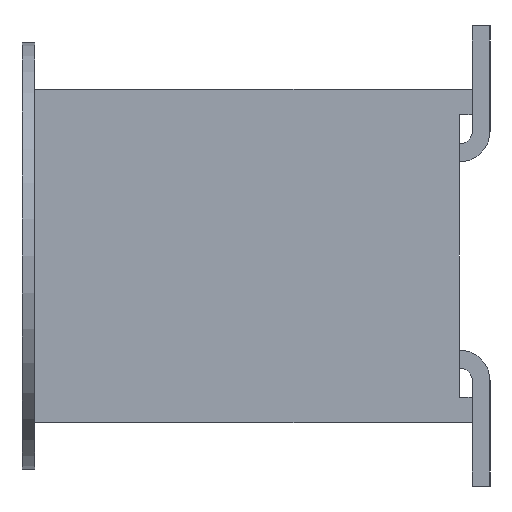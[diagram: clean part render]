
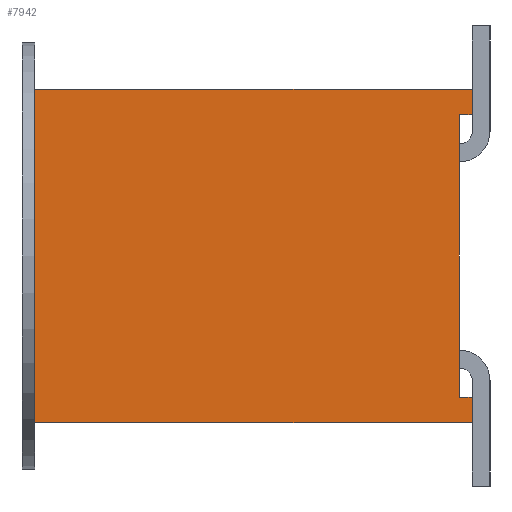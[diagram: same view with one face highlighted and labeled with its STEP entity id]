
A CAD part, left-side view. The second image highlights one B-rep face of the part: STEP entity #7942.
In plain terms, the highlighted planar face has unit normal (-1, 0, 0).
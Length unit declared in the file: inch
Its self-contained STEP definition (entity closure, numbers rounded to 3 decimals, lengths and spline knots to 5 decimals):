
#177=ORIENTED_EDGE('',*,*,#2485,.T.);
#178=ORIENTED_EDGE('',*,*,#2486,.T.);
#179=ORIENTED_EDGE('',*,*,#2487,.F.);
#180=ORIENTED_EDGE('',*,*,#2488,.F.);
#181=ORIENTED_EDGE('',*,*,#2489,.T.);
#182=ORIENTED_EDGE('',*,*,#2490,.T.);
#183=ORIENTED_EDGE('',*,*,#2491,.T.);
#184=ORIENTED_EDGE('',*,*,#2492,.T.);
#2485=EDGE_CURVE('',#3639,#3640,#4397,.T.);
#2486=EDGE_CURVE('',#3640,#3641,#4398,.T.);
#2487=EDGE_CURVE('',#3642,#3641,#4399,.T.);
#2488=EDGE_CURVE('',#3643,#3642,#4400,.T.);
#2489=EDGE_CURVE('',#3643,#3644,#4401,.T.);
#2490=EDGE_CURVE('',#3644,#3645,#4402,.T.);
#2491=EDGE_CURVE('',#3645,#3646,#4403,.T.);
#2492=EDGE_CURVE('',#3646,#3639,#4404,.T.);
#3639=VERTEX_POINT('',#11033);
#3640=VERTEX_POINT('',#11034);
#3641=VERTEX_POINT('',#11036);
#3642=VERTEX_POINT('',#11038);
#3643=VERTEX_POINT('',#11040);
#3644=VERTEX_POINT('',#11042);
#3645=VERTEX_POINT('',#11044);
#3646=VERTEX_POINT('',#11046);
#4397=LINE('',#11032,#5457);
#4398=LINE('',#11035,#5458);
#4399=LINE('',#11037,#5459);
#4400=LINE('',#11039,#5460);
#4401=LINE('',#11041,#5461);
#4402=LINE('',#11043,#5462);
#4403=LINE('',#11045,#5463);
#4404=LINE('',#11047,#5464);
#5457=VECTOR('',#8930,39.37008);
#5458=VECTOR('',#8931,39.37008);
#5459=VECTOR('',#8932,39.37008);
#5460=VECTOR('',#8933,39.37008);
#5461=VECTOR('',#8934,39.37008);
#5462=VECTOR('',#8935,39.37008);
#5463=VECTOR('',#8936,39.37008);
#5464=VECTOR('',#8937,39.37008);
#6517=EDGE_LOOP('',(#177,#178,#179,#180,#181,#182,#183,#184));
#7041=FACE_BOUND('',#6517,.T.);
#7565=PLANE('',#8405);
#7942=ADVANCED_FACE('',(#7041),#7565,.F.);
#8405=AXIS2_PLACEMENT_3D('',#11031,#8928,#8929);
#8928=DIRECTION('',(1.,0.,0.));
#8929=DIRECTION('',(0.,0.,-1.));
#8930=DIRECTION('',(0.,-1.,0.));
#8931=DIRECTION('',(0.,0.,1.));
#8932=DIRECTION('',(0.,-1.,0.));
#8933=DIRECTION('',(0.,0.,1.));
#8934=DIRECTION('',(0.,-1.,0.));
#8935=DIRECTION('',(0.,0.,1.));
#8936=DIRECTION('',(0.,1.,0.));
#8937=DIRECTION('',(0.,0.,1.));
#11031=CARTESIAN_POINT('',(-0.20225,0.172,-0.0655));
#11032=CARTESIAN_POINT('',(-0.20225,0.005,0.0555));
#11033=CARTESIAN_POINT('',(-0.20225,0.005,0.0555));
#11034=CARTESIAN_POINT('',(-0.20225,0.,0.0555));
#11035=CARTESIAN_POINT('',(-0.20225,0.,-0.0655));
#11036=CARTESIAN_POINT('',(-0.20225,0.,0.0655));
#11037=CARTESIAN_POINT('',(-0.20225,0.172,0.0655));
#11038=CARTESIAN_POINT('',(-0.20225,0.172,0.0655));
#11039=CARTESIAN_POINT('',(-0.20225,0.172,-0.0655));
#11040=CARTESIAN_POINT('',(-0.20225,0.172,-0.0655));
#11041=CARTESIAN_POINT('',(-0.20225,0.172,-0.0655));
#11042=CARTESIAN_POINT('',(-0.20225,0.,-0.0655));
#11043=CARTESIAN_POINT('',(-0.20225,0.,-0.0655));
#11044=CARTESIAN_POINT('',(-0.20225,0.,-0.0555));
#11045=CARTESIAN_POINT('',(-0.20225,0.,-0.0555));
#11046=CARTESIAN_POINT('',(-0.20225,0.005,-0.0555));
#11047=CARTESIAN_POINT('',(-0.20225,0.005,-0.0555));
